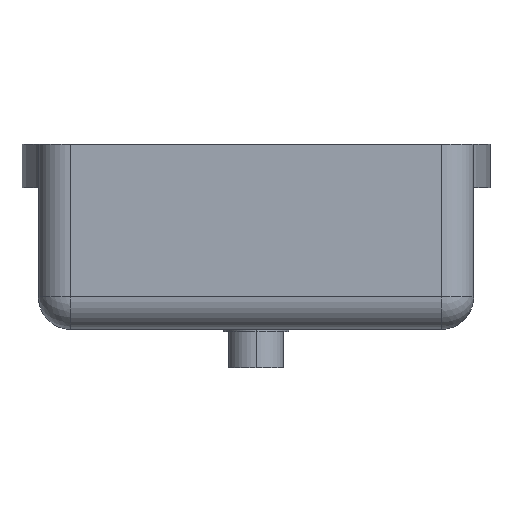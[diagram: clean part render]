
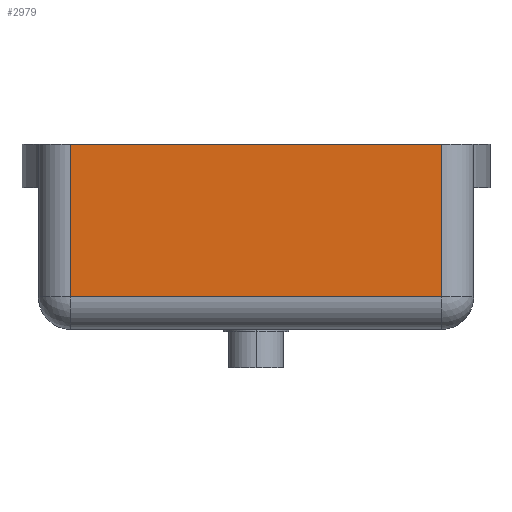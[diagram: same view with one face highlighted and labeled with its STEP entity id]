
A CAD part, left-side view. The second image highlights one B-rep face of the part: STEP entity #2979.
In plain terms, the highlighted planar face has unit normal (-1, 0, 0).
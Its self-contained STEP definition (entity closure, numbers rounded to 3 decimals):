
#813=DIRECTION('',(0.,1.,0.));
#814=VECTOR('',#813,34.);
#815=CARTESIAN_POINT('',(-13.5,-17.,0.));
#816=LINE('',#815,#814);
#1508=DIRECTION('',(0.,0.,1.));
#1509=VECTOR('',#1508,14.);
#1510=CARTESIAN_POINT('',(-13.5,17.,-14.));
#1511=LINE('',#1510,#1509);
#1515=DIRECTION('',(0.,0.,-1.));
#1516=VECTOR('',#1515,14.);
#1517=CARTESIAN_POINT('',(-13.5,-17.,0.));
#1518=LINE('',#1517,#1516);
#1538=DIRECTION('',(0.,-1.,0.));
#1539=VECTOR('',#1538,34.);
#1540=CARTESIAN_POINT('',(-13.5,17.,-14.));
#1541=LINE('',#1540,#1539);
#1890=CARTESIAN_POINT('',(-13.5,17.,0.));
#1892=VERTEX_POINT('',#1890);
#1893=CARTESIAN_POINT('',(-13.5,17.,-14.));
#1894=VERTEX_POINT('',#1893);
#1923=CARTESIAN_POINT('',(-13.5,-17.,-14.));
#1924=VERTEX_POINT('',#1923);
#1925=CARTESIAN_POINT('',(-13.5,-17.,0.));
#1927=VERTEX_POINT('',#1925);
#2966=CARTESIAN_POINT('',(-13.5,-20.,-17.));
#2967=DIRECTION('',(-1.,0.,0.));
#2968=DIRECTION('',(0.,0.,1.));
#2969=AXIS2_PLACEMENT_3D('',#2966,#2967,#2968);
#2970=PLANE('',#2969);
#2971=ORIENTED_EDGE('',*,*,#2958,.T.);
#2972=ORIENTED_EDGE('',*,*,#2263,.F.);
#2974=ORIENTED_EDGE('',*,*,#2973,.T.);
#2976=ORIENTED_EDGE('',*,*,#2975,.F.);
#2977=EDGE_LOOP('',(#2971,#2972,#2974,#2976));
#2978=FACE_OUTER_BOUND('',#2977,.F.);
#2263=EDGE_CURVE('',#1927,#1892,#816,.T.);
#2958=EDGE_CURVE('',#1894,#1892,#1511,.T.);
#2973=EDGE_CURVE('',#1927,#1924,#1518,.T.);
#2975=EDGE_CURVE('',#1894,#1924,#1541,.T.);
#2979=ADVANCED_FACE('',(#2978),#2970,.T.);
